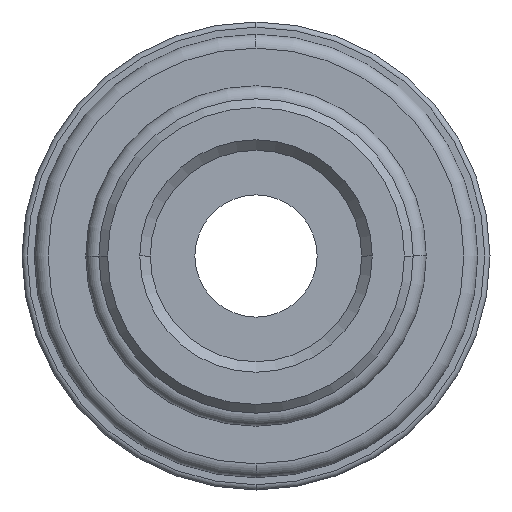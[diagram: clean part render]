
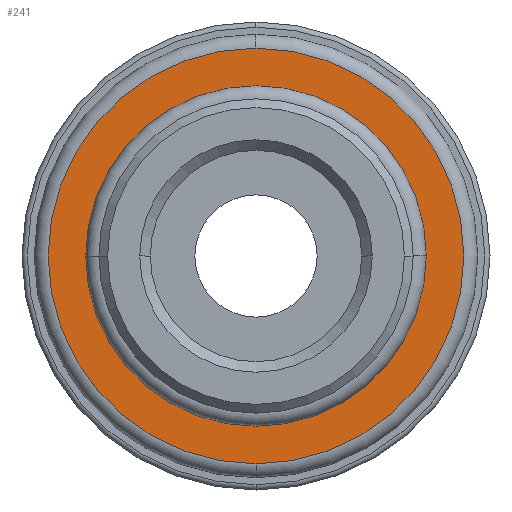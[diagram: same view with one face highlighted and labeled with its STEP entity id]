
A CAD part, front view. The second image highlights one B-rep face of the part: STEP entity #241.
In plain terms, the highlighted planar face has unit normal (0, -1, 0).
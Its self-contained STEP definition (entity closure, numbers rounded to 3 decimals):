
#241=ADVANCED_FACE('',(#509,#510),#511,.T.);
#509=FACE_BOUND('',#802,.T.);
#510=FACE_OUTER_BOUND('',#803,.T.);
#511=PLANE('',#804);
#802=EDGE_LOOP('',(#1418,#1419,#1420));
#803=EDGE_LOOP('',(#1421,#1422,#1423));
#804=AXIS2_PLACEMENT_3D('',#1424,#1425,#1426);
#1418=ORIENTED_EDGE('',*,*,#1915,.T.);
#1419=ORIENTED_EDGE('',*,*,#1723,.T.);
#1420=ORIENTED_EDGE('',*,*,#1916,.T.);
#1421=ORIENTED_EDGE('',*,*,#1905,.F.);
#1422=ORIENTED_EDGE('',*,*,#1904,.F.);
#1423=ORIENTED_EDGE('',*,*,#1728,.F.);
#1424=CARTESIAN_POINT('',(10.45,2.5,0.0));
#1425=DIRECTION('',(-0.0,-1.0,-0.0));
#1426=DIRECTION('',(-1.0,0.0,0.0));
#1723=EDGE_CURVE('',#2055,#2058,#2060,.T.);
#1728=EDGE_CURVE('',#2066,#2062,#2068,.T.);
#1904=EDGE_CURVE('',#2062,#2321,#2322,.T.);
#1905=EDGE_CURVE('',#2321,#2066,#2323,.T.);
#1915=EDGE_CURVE('',#2334,#2055,#2335,.T.);
#1916=EDGE_CURVE('',#2058,#2334,#2336,.T.);
#2055=VERTEX_POINT('',#2545);
#2058=VERTEX_POINT('',#2548);
#2060=CIRCLE('',#2550,9.75);
#2062=VERTEX_POINT('',#2552);
#2066=VERTEX_POINT('',#2556);
#2068=CIRCLE('',#2558,11.9);
#2321=VERTEX_POINT('',#2984);
#2322=CIRCLE('',#2985,11.9);
#2323=CIRCLE('',#2986,11.9);
#2334=VERTEX_POINT('',#3019);
#2335=CIRCLE('',#3020,9.75);
#2336=CIRCLE('',#3021,9.75);
#2545=CARTESIAN_POINT('',(9.75,2.5,0.));
#2548=CARTESIAN_POINT('',(-9.75,2.5,0.));
#2550=AXIS2_PLACEMENT_3D('',#3213,#3214,#3215);
#2552=CARTESIAN_POINT('',(0.,2.5,11.9));
#2556=CARTESIAN_POINT('',(0.,2.5,-11.9));
#2558=AXIS2_PLACEMENT_3D('',#3225,#3226,#3227);
#2984=CARTESIAN_POINT('',(11.9,2.5,0.0));
#2985=AXIS2_PLACEMENT_3D('',#3510,#3511,#3512);
#2986=AXIS2_PLACEMENT_3D('',#3513,#3514,#3515);
#3019=CARTESIAN_POINT('',(0.,2.5,9.75));
#3020=AXIS2_PLACEMENT_3D('',#3525,#3526,#3527);
#3021=AXIS2_PLACEMENT_3D('',#3528,#3529,#3530);
#3213=CARTESIAN_POINT('',(0.0,2.5,0.0));
#3214=DIRECTION('',(0.0,1.0,0.0));
#3215=DIRECTION('',(0.0,0.0,-1.0));
#3225=CARTESIAN_POINT('',(0.0,2.5,0.0));
#3226=DIRECTION('',(-0.0,1.0,0.0));
#3227=DIRECTION('',(1.0,0.0,0.0));
#3510=CARTESIAN_POINT('',(0.0,2.5,0.0));
#3511=DIRECTION('',(-0.0,1.0,0.0));
#3512=DIRECTION('',(1.0,0.0,0.0));
#3513=CARTESIAN_POINT('',(0.0,2.5,0.0));
#3514=DIRECTION('',(-0.0,1.0,0.0));
#3515=DIRECTION('',(1.0,0.0,0.0));
#3525=CARTESIAN_POINT('',(0.0,2.5,0.0));
#3526=DIRECTION('',(0.0,1.0,0.0));
#3527=DIRECTION('',(0.0,0.0,-1.0));
#3528=CARTESIAN_POINT('',(0.0,2.5,0.0));
#3529=DIRECTION('',(0.0,1.0,0.0));
#3530=DIRECTION('',(0.0,0.0,-1.0));
